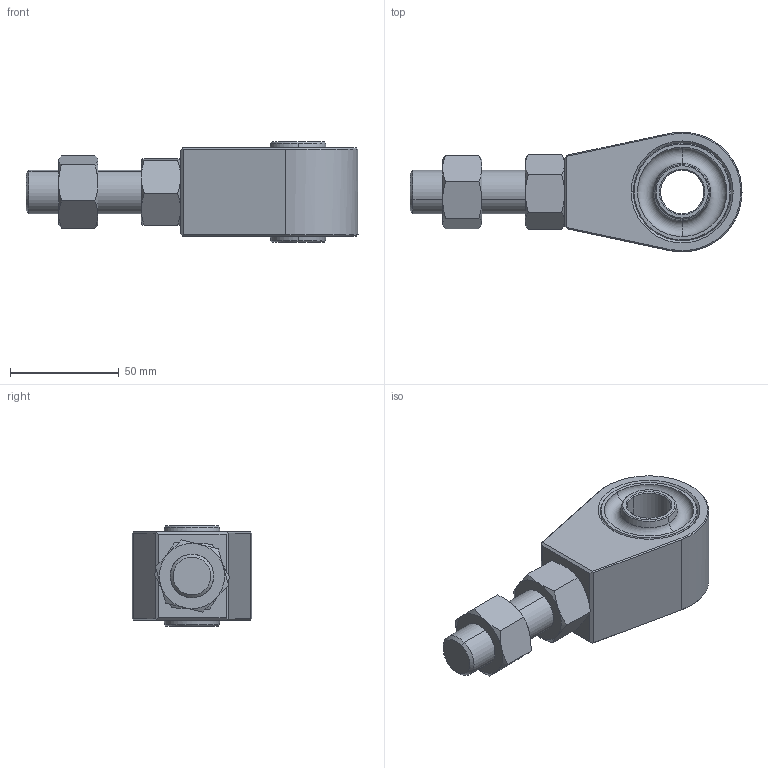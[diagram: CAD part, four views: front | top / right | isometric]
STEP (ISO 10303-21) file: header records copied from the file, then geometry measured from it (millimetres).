
FILE_DESCRIPTION (( 'STEP AP214' ), '1' );
FILE_NAME ('Flexilink M20 # 83355002.STEP', '2021-06-29T11:35:13', ( '' ), ( '' ), 'SwSTEP 2.0', 'SolidWorks 2015', '' );
FILE_SCHEMA (( 'AUTOMOTIVE_DESIGN' ));
Length unit declared in the file: millimetre
Products named in the file (1): Flexilink M20 # 83355002
Bounding box: 152.5 x 54.96 x 46 mm (x, y, z)
Volume: 171815.5 mm3; surface area: 63985.1 mm2
Topology: 7 solids, 7 shells, 127 faces, 272 edges, 156 vertices
Faces by surface type: cone 59, plane 35, cylinder 27, torus 4, bspline 2
Entity records: 5494 total; most frequent: CARTESIAN_POINT 1281, DIRECTION 582, ORIENTED_EDGE 544, EDGE_CURVE 272, AXIS2_PLACEMENT_3D 238, VERTEX_POINT 156, EDGE_LOOP 138, UNCERTAINTY_MEASURE_WITH_UNIT 136
